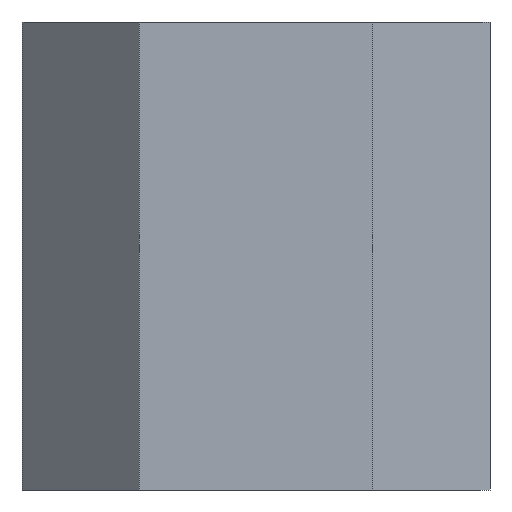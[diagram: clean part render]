
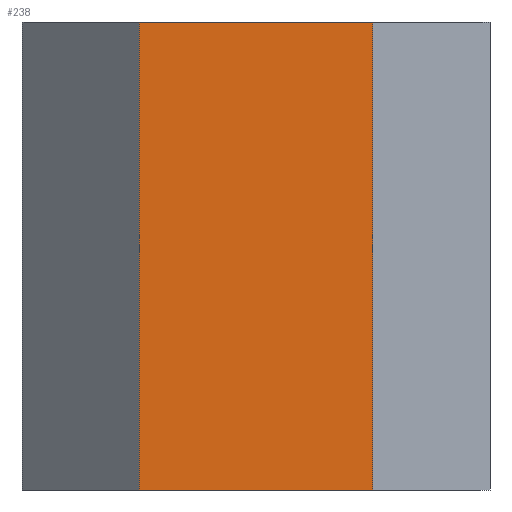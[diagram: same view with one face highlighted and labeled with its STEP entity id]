
A CAD part, front view. The second image highlights one B-rep face of the part: STEP entity #238.
In plain terms, the highlighted planar face has unit normal (0, -1, 0).
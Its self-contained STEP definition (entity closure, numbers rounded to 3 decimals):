
#24 = EDGE_LOOP ( 'NONE', ( #175, #70, #127, #319 ) ) ;
#25 = VECTOR ( 'NONE', #44, 1000. ) ;
#44 = DIRECTION ( 'NONE',  ( 1., 0., 0. ) ) ;
#51 = CARTESIAN_POINT ( 'NONE',  ( -1.5, -4.5, -3. ) ) ;
#53 = EDGE_CURVE ( 'NONE', #58, #363, #321, .T. ) ;
#58 = VERTEX_POINT ( 'NONE', #112 ) ;
#70 = ORIENTED_EDGE ( 'NONE', *, *, #317, .T. ) ;
#80 = VECTOR ( 'NONE', #416, 1000. ) ;
#108 = CARTESIAN_POINT ( 'NONE',  ( 1.5, -4.5, -3. ) ) ;
#112 = CARTESIAN_POINT ( 'NONE',  ( -1.5, -4.5, 3. ) ) ;
#115 = CARTESIAN_POINT ( 'NONE',  ( -1.5, -4.5, -3. ) ) ;
#124 = CARTESIAN_POINT ( 'NONE',  ( 1.5, -4.5, 3. ) ) ;
#127 = ORIENTED_EDGE ( 'NONE', *, *, #53, .F. ) ;
#128 = LINE ( 'NONE', #129, #80 ) ;
#129 = CARTESIAN_POINT ( 'NONE',  ( -3., -4.5, -3. ) ) ;
#143 = EDGE_CURVE ( 'NONE', #58, #187, #373, .T. ) ;
#175 = ORIENTED_EDGE ( 'NONE', *, *, #327, .F. ) ;
#187 = VERTEX_POINT ( 'NONE', #51 ) ;
#194 = DIRECTION ( 'NONE',  ( 0., 0., -1. ) ) ;
#238 = ADVANCED_FACE ( 'NONE', ( #455 ), #422, .T. ) ;
#271 = CARTESIAN_POINT ( 'NONE',  ( 0., -4.5, 0. ) ) ;
#293 = VECTOR ( 'NONE', #461, 1000. ) ;
#317 = EDGE_CURVE ( 'NONE', #387, #363, #453, .T. ) ;
#319 = ORIENTED_EDGE ( 'NONE', *, *, #143, .T. ) ;
#321 = LINE ( 'NONE', #357, #25 ) ;
#327 = EDGE_CURVE ( 'NONE', #387, #187, #128, .T. ) ;
#340 = DIRECTION ( 'NONE',  ( 0., 0., -1. ) ) ;
#357 = CARTESIAN_POINT ( 'NONE',  ( -3., -4.5, 3. ) ) ;
#363 = VERTEX_POINT ( 'NONE', #436 ) ;
#373 = LINE ( 'NONE', #115, #410 ) ;
#387 = VERTEX_POINT ( 'NONE', #108 ) ;
#410 = VECTOR ( 'NONE', #340, 1000. ) ;
#416 = DIRECTION ( 'NONE',  ( -1., 0., 0. ) ) ;
#420 = AXIS2_PLACEMENT_3D ( 'NONE', #271, #451, #194 ) ;
#422 = PLANE ( 'NONE',  #420 ) ;
#436 = CARTESIAN_POINT ( 'NONE',  ( 1.5, -4.5, 3. ) ) ;
#451 = DIRECTION ( 'NONE',  ( 0., -1., 0. ) ) ;
#453 = LINE ( 'NONE', #124, #293 ) ;
#455 = FACE_OUTER_BOUND ( 'NONE', #24, .T. ) ;
#461 = DIRECTION ( 'NONE',  ( 0., 0., 1. ) ) ;
